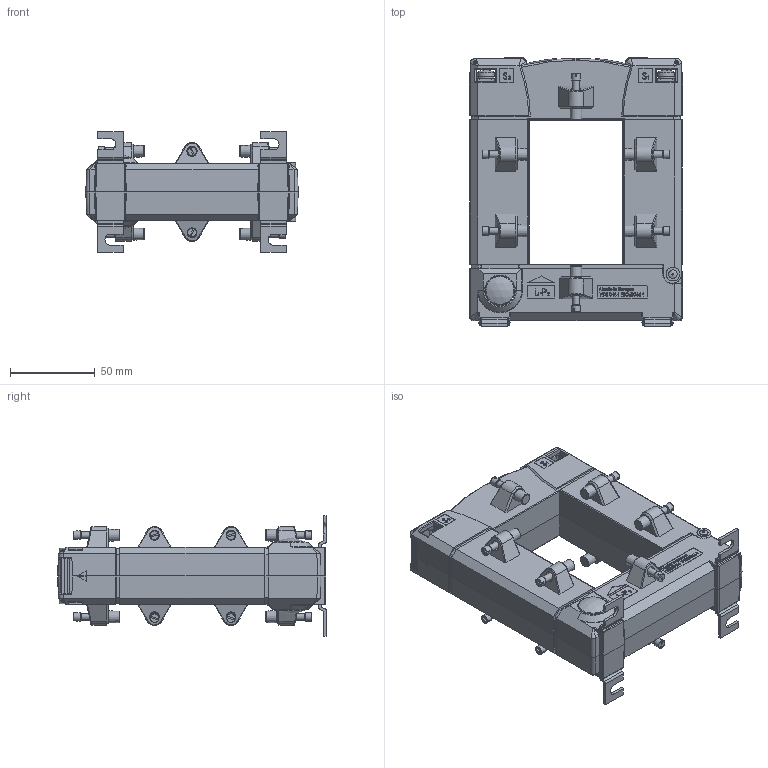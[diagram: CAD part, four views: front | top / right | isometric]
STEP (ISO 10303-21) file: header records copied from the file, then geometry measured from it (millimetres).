
FILE_DESCRIPTION (( 'STEP AP214' ), '1' );
FILE_NAME ('KBU_58.STEP', '2016-05-31T12:47:36', ( '' ), ( '' ), 'SwSTEP 2.0', 'SolidWorks 2015', '' );
FILE_SCHEMA (( 'AUTOMOTIVE_DESIGN' ));
Length unit declared in the file: millimetre
Products named in the file (1): KBU_58
Bounding box: 125.4 x 158.15 x 71 mm (x, y, z)
Volume: 190705.5 mm3; surface area: 158190.2 mm2
Topology: 45 solids, 51 shells, 3236 faces, 8308 edges, 5289 vertices
Faces by surface type: plane 1858, cylinder 587, cone 356, bspline 267, torus 138, sphere 30
Full cylindrical faces by diameter (mm): 1.5 x4, 2 x4, 3 x10, 3.4 x8, 3.75 x4, 3.8 x12, 4 x12, 4.1 x12, 4.2 x4, 5 x19, 5.3 x4, 5.8 x1, 8 x1, 10 x8
Entity records: 145154 total; most frequent: CARTESIAN_POINT 35002, ORIENTED_EDGE 16046, DIRECTION 13979, EDGE_CURVE 8023, VERTEX_POINT 5225, LINE 5111, VECTOR 5111, AXIS2_PLACEMENT_3D 4434
